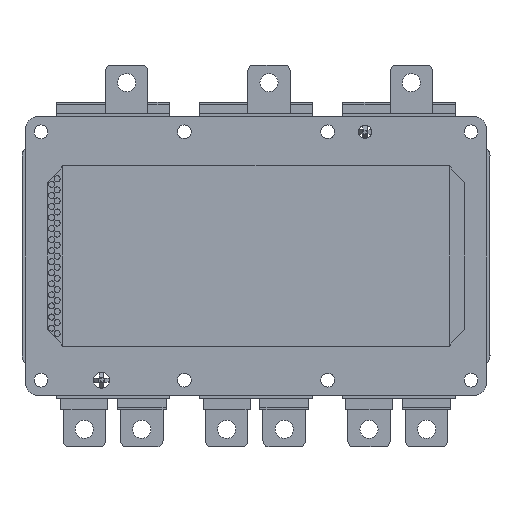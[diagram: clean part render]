
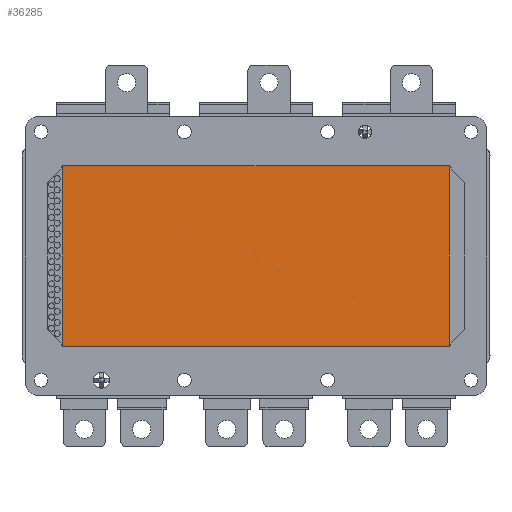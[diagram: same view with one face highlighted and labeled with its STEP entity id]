
A CAD part, front view. The second image highlights one B-rep face of the part: STEP entity #36285.
In plain terms, the highlighted planar face has unit normal (0, -1, 0).
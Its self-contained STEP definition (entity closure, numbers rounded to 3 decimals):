
#3634 = CARTESIAN_POINT ( 'NONE',  ( -63.75, -6.25, -29.75 ) ) ;
#5904 = VECTOR ( 'NONE', #14222, 1000. ) ;
#6838 = DIRECTION ( 'NONE',  ( 0., 0., -1. ) ) ;
#8045 = VERTEX_POINT ( 'NONE', #48866 ) ;
#8659 = ORIENTED_EDGE ( 'NONE', *, *, #41036, .T. ) ;
#8710 = VERTEX_POINT ( 'NONE', #3634 ) ;
#10200 = CARTESIAN_POINT ( 'NONE',  ( 63.75, -6.25, -29.75 ) ) ;
#13691 = DIRECTION ( 'NONE',  ( -1., 0., 0. ) ) ;
#13975 = VECTOR ( 'NONE', #25916, 1000. ) ;
#14222 = DIRECTION ( 'NONE',  ( 0., 0., 1. ) ) ;
#18305 = CARTESIAN_POINT ( 'NONE',  ( 0., -6.25, 0. ) ) ;
#18389 = LINE ( 'NONE', #50321, #5904 ) ;
#19208 = ORIENTED_EDGE ( 'NONE', *, *, #50102, .T. ) ;
#19496 = ORIENTED_EDGE ( 'NONE', *, *, #46204, .T. ) ;
#22257 = DIRECTION ( 'NONE',  ( 0., -1., 0. ) ) ;
#24064 = VECTOR ( 'NONE', #13691, 1000. ) ;
#25916 = DIRECTION ( 'NONE',  ( 1., 0., 0. ) ) ;
#29238 = CARTESIAN_POINT ( 'NONE',  ( 63.75, -6.25, -29.75 ) ) ;
#30798 = LINE ( 'NONE', #47197, #34399 ) ;
#33310 = ORIENTED_EDGE ( 'NONE', *, *, #46138, .T. ) ;
#33518 = AXIS2_PLACEMENT_3D ( 'NONE', #18305, #22257, #6838 ) ;
#34399 = VECTOR ( 'NONE', #36052, 1000. ) ;
#34729 = CARTESIAN_POINT ( 'NONE',  ( 63.75, -6.25, 29.75 ) ) ;
#35238 = VERTEX_POINT ( 'NONE', #35504 ) ;
#35504 = CARTESIAN_POINT ( 'NONE',  ( -63.75, -6.25, 29.75 ) ) ;
#36052 = DIRECTION ( 'NONE',  ( 0., 0., -1. ) ) ;
#36285 = ADVANCED_FACE ( 'NONE', ( #37108 ), #49206, .T. ) ;
#37108 = FACE_OUTER_BOUND ( 'NONE', #51308, .T. ) ;
#38074 = VERTEX_POINT ( 'NONE', #29238 ) ;
#38734 = LINE ( 'NONE', #34729, #24064 ) ;
#41036 = EDGE_CURVE ( 'NONE', #8710, #38074, #46556, .T. ) ;
#46138 = EDGE_CURVE ( 'NONE', #38074, #8045, #18389, .T. ) ;
#46204 = EDGE_CURVE ( 'NONE', #35238, #8710, #30798, .T. ) ;
#46556 = LINE ( 'NONE', #10200, #13975 ) ;
#47197 = CARTESIAN_POINT ( 'NONE',  ( -63.75, -6.25, -29.75 ) ) ;
#48866 = CARTESIAN_POINT ( 'NONE',  ( 63.75, -6.25, 29.75 ) ) ;
#49206 = PLANE ( 'NONE',  #33518 ) ;
#50102 = EDGE_CURVE ( 'NONE', #8045, #35238, #38734, .T. ) ;
#50321 = CARTESIAN_POINT ( 'NONE',  ( 63.75, -6.25, -29.75 ) ) ;
#51308 = EDGE_LOOP ( 'NONE', ( #19496, #8659, #33310, #19208 ) ) ;
